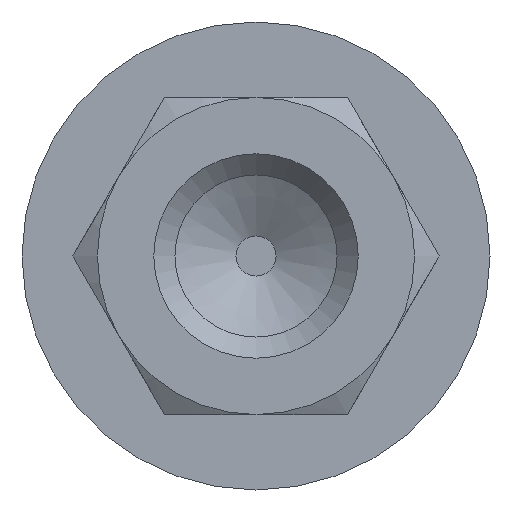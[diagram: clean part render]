
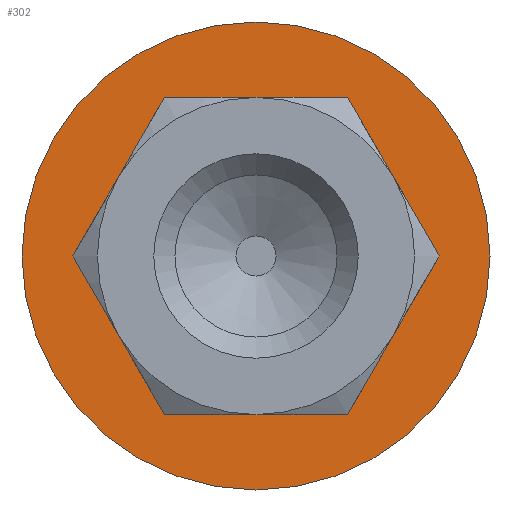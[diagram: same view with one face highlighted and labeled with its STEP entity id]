
A CAD part, left-side view. The second image highlights one B-rep face of the part: STEP entity #302.
In plain terms, the highlighted planar face has unit normal (-1, 0, 0).
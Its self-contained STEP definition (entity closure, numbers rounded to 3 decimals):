
#111=PLANE('',#992);
#302=ADVANCED_FACE('',(#344,#345),#111,.F.);
#344=FACE_BOUND('',#418,.T.);
#345=FACE_BOUND('',#419,.T.);
#418=EDGE_LOOP('',(#626));
#419=EDGE_LOOP('',(#627));
#626=ORIENTED_EDGE('',*,*,#832,.F.);
#627=ORIENTED_EDGE('',*,*,#830,.T.);
#721=VERTEX_POINT('',#1571);
#723=VERTEX_POINT('',#1576);
#830=EDGE_CURVE('',#721,#721,#883,.T.);
#832=EDGE_CURVE('',#723,#723,#885,.T.);
#883=CIRCLE('',#988,3.32);
#885=CIRCLE('',#991,1.6);
#988=AXIS2_PLACEMENT_3D('',#1570,#1182,#1183);
#991=AXIS2_PLACEMENT_3D('',#1575,#1188,#1189);
#992=AXIS2_PLACEMENT_3D('',#1577,#1190,#1191);
#1182=DIRECTION('',(-1.,0.,0.));
#1183=DIRECTION('',(0.,0.,1.));
#1188=DIRECTION('',(-1.,0.,0.));
#1189=DIRECTION('',(0.,0.,1.));
#1190=DIRECTION('',(1.,0.,0.));
#1191=DIRECTION('',(0.,0.,-1.));
#1570=CARTESIAN_POINT('',(0.1,0.,0.));
#1571=CARTESIAN_POINT('',(0.1,0.,3.32));
#1575=CARTESIAN_POINT('',(0.1,0.,0.));
#1576=CARTESIAN_POINT('',(0.1,0.,1.6));
#1577=CARTESIAN_POINT('',(0.1,0.,3.32));
